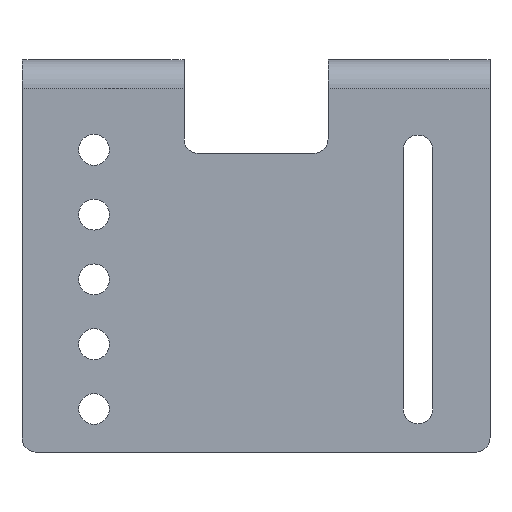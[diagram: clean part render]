
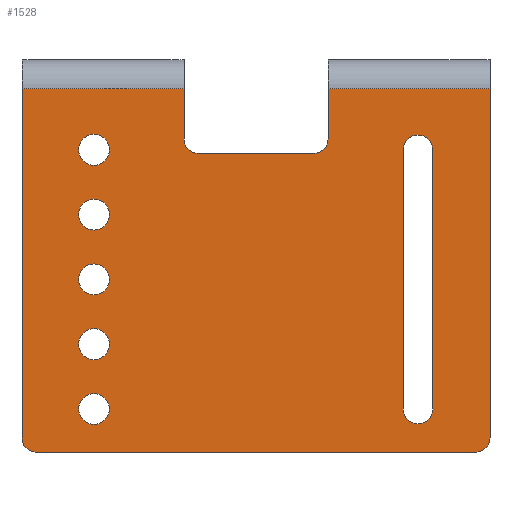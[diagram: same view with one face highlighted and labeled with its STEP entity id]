
A CAD part, front view. The second image highlights one B-rep face of the part: STEP entity #1528.
In plain terms, the highlighted planar face has unit normal (0, -1, 0).
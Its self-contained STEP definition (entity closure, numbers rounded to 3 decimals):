
#193=DIRECTION('',(1.,0.,0.));
#194=VECTOR('',#193,22.5);
#195=CARTESIAN_POINT('',(10.,0.,50.5));
#196=LINE('',#195,#194);
#208=DIRECTION('',(0.,0.,-1.));
#209=VECTOR('',#208,48.5);
#210=CARTESIAN_POINT('',(32.5,0.,50.5));
#211=LINE('',#210,#209);
#437=CARTESIAN_POINT('',(22.5,0.,42.));
#438=DIRECTION('',(0.,1.,0.));
#439=DIRECTION('',(-1.,0.,0.));
#440=AXIS2_PLACEMENT_3D('',#437,#438,#439);
#445=DIRECTION('',(0.,0.,1.));
#446=VECTOR('',#445,36.);
#447=CARTESIAN_POINT('',(20.45,0.,6.));
#448=LINE('',#447,#446);
#452=CARTESIAN_POINT('',(22.5,0.,6.));
#453=DIRECTION('',(0.,1.,0.));
#454=DIRECTION('',(1.,0.,0.));
#455=AXIS2_PLACEMENT_3D('',#452,#453,#454);
#460=DIRECTION('',(0.,0.,-1.));
#461=VECTOR('',#460,36.);
#462=CARTESIAN_POINT('',(24.55,0.,42.));
#463=LINE('',#462,#461);
#467=CARTESIAN_POINT('',(22.5,0.,42.));
#468=DIRECTION('',(0.,1.,0.));
#469=DIRECTION('',(0.,0.,1.));
#470=AXIS2_PLACEMENT_3D('',#467,#468,#469);
#475=CARTESIAN_POINT('',(-22.5,0.,42.));
#476=DIRECTION('',(0.,1.,0.));
#477=DIRECTION('',(0.,0.,-1.));
#478=AXIS2_PLACEMENT_3D('',#475,#476,#477);
#483=CARTESIAN_POINT('',(-22.5,0.,42.));
#484=DIRECTION('',(0.,1.,0.));
#485=DIRECTION('',(0.,0.,1.));
#486=AXIS2_PLACEMENT_3D('',#483,#484,#485);
#491=CARTESIAN_POINT('',(-22.5,0.,33.));
#492=DIRECTION('',(0.,1.,0.));
#493=DIRECTION('',(0.,0.,-1.));
#494=AXIS2_PLACEMENT_3D('',#491,#492,#493);
#499=CARTESIAN_POINT('',(-22.5,0.,33.));
#500=DIRECTION('',(0.,1.,0.));
#501=DIRECTION('',(0.,0.,1.));
#502=AXIS2_PLACEMENT_3D('',#499,#500,#501);
#507=CARTESIAN_POINT('',(-22.5,0.,24.));
#508=DIRECTION('',(0.,1.,0.));
#509=DIRECTION('',(0.,0.,-1.));
#510=AXIS2_PLACEMENT_3D('',#507,#508,#509);
#515=CARTESIAN_POINT('',(-22.5,0.,24.));
#516=DIRECTION('',(0.,1.,0.));
#517=DIRECTION('',(0.,0.,1.));
#518=AXIS2_PLACEMENT_3D('',#515,#516,#517);
#523=CARTESIAN_POINT('',(-22.5,0.,15.));
#524=DIRECTION('',(0.,1.,0.));
#525=DIRECTION('',(0.,0.,-1.));
#526=AXIS2_PLACEMENT_3D('',#523,#524,#525);
#531=CARTESIAN_POINT('',(-22.5,0.,15.));
#532=DIRECTION('',(0.,1.,0.));
#533=DIRECTION('',(0.,0.,1.));
#534=AXIS2_PLACEMENT_3D('',#531,#532,#533);
#539=CARTESIAN_POINT('',(-22.5,0.,6.));
#540=DIRECTION('',(0.,1.,0.));
#541=DIRECTION('',(0.,0.,-1.));
#542=AXIS2_PLACEMENT_3D('',#539,#540,#541);
#547=CARTESIAN_POINT('',(-22.5,0.,6.));
#548=DIRECTION('',(0.,1.,0.));
#549=DIRECTION('',(0.,0.,1.));
#550=AXIS2_PLACEMENT_3D('',#547,#548,#549);
#555=DIRECTION('',(0.,0.,-1.));
#556=VECTOR('',#555,7.);
#557=CARTESIAN_POINT('',(10.,0.,50.5));
#558=LINE('',#557,#556);
#562=CARTESIAN_POINT('',(30.5,0.,2.));
#563=DIRECTION('',(0.,-1.,0.));
#564=DIRECTION('',(0.,0.,-1.));
#565=AXIS2_PLACEMENT_3D('',#562,#563,#564);
#570=CARTESIAN_POINT('',(-30.5,0.,2.));
#571=DIRECTION('',(0.,-1.,0.));
#572=DIRECTION('',(-1.,0.,0.));
#573=AXIS2_PLACEMENT_3D('',#570,#571,#572);
#578=CARTESIAN_POINT('',(-8.,0.,43.5));
#579=DIRECTION('',(0.,1.,0.));
#580=DIRECTION('',(0.,0.,-1.));
#581=AXIS2_PLACEMENT_3D('',#578,#579,#580);
#586=CARTESIAN_POINT('',(8.,0.,43.5));
#587=DIRECTION('',(0.,1.,0.));
#588=DIRECTION('',(1.,0.,0.));
#589=AXIS2_PLACEMENT_3D('',#586,#587,#588);
#706=DIRECTION('',(-1.,0.,0.));
#707=VECTOR('',#706,61.);
#708=CARTESIAN_POINT('',(30.5,0.,0.));
#709=LINE('',#708,#707);
#742=DIRECTION('',(0.,0.,1.));
#743=VECTOR('',#742,48.5);
#744=CARTESIAN_POINT('',(-32.5,0.,2.));
#745=LINE('',#744,#743);
#917=DIRECTION('',(0.,0.,-1.));
#918=VECTOR('',#917,7.);
#919=CARTESIAN_POINT('',(-10.,0.,50.5));
#920=LINE('',#919,#918);
#974=DIRECTION('',(1.,0.,0.));
#975=VECTOR('',#974,16.);
#976=CARTESIAN_POINT('',(-8.,0.,41.5));
#977=LINE('',#976,#975);
#995=DIRECTION('',(1.,0.,0.));
#996=VECTOR('',#995,22.5);
#997=CARTESIAN_POINT('',(-32.5,0.,50.5));
#998=LINE('',#997,#996);
#1093=CARTESIAN_POINT('',(22.5,0.,44.05));
#1094=CARTESIAN_POINT('',(24.55,0.,42.));
#1095=VERTEX_POINT('',#1093);
#1096=VERTEX_POINT('',#1094);
#1097=CARTESIAN_POINT('',(20.45,0.,42.));
#1098=VERTEX_POINT('',#1097);
#1099=CARTESIAN_POINT('',(24.55,0.,6.));
#1100=VERTEX_POINT('',#1099);
#1101=CARTESIAN_POINT('',(20.45,0.,6.));
#1102=VERTEX_POINT('',#1101);
#1103=CARTESIAN_POINT('',(10.,0.,50.5));
#1104=CARTESIAN_POINT('',(10.,0.,43.5));
#1105=VERTEX_POINT('',#1103);
#1106=VERTEX_POINT('',#1104);
#1107=CARTESIAN_POINT('',(8.,0.,41.5));
#1108=VERTEX_POINT('',#1107);
#1109=CARTESIAN_POINT('',(-8.,0.,41.5));
#1110=VERTEX_POINT('',#1109);
#1111=CARTESIAN_POINT('',(-10.,0.,43.5));
#1112=VERTEX_POINT('',#1111);
#1113=CARTESIAN_POINT('',(-10.,0.,50.5));
#1114=VERTEX_POINT('',#1113);
#1115=CARTESIAN_POINT('',(-32.5,0.,50.5));
#1116=VERTEX_POINT('',#1115);
#1117=CARTESIAN_POINT('',(-32.5,0.,2.));
#1118=VERTEX_POINT('',#1117);
#1119=CARTESIAN_POINT('',(-30.5,0.,0.));
#1120=VERTEX_POINT('',#1119);
#1121=CARTESIAN_POINT('',(30.5,0.,0.));
#1122=VERTEX_POINT('',#1121);
#1123=CARTESIAN_POINT('',(32.5,0.,2.));
#1124=VERTEX_POINT('',#1123);
#1125=CARTESIAN_POINT('',(32.5,0.,50.5));
#1126=VERTEX_POINT('',#1125);
#1164=CARTESIAN_POINT('',(-22.5,0.,8.15));
#1166=VERTEX_POINT('',#1164);
#1168=CARTESIAN_POINT('',(-22.5,0.,3.85));
#1170=VERTEX_POINT('',#1168);
#1172=CARTESIAN_POINT('',(-22.5,0.,17.15));
#1174=VERTEX_POINT('',#1172);
#1176=CARTESIAN_POINT('',(-22.5,0.,12.85));
#1178=VERTEX_POINT('',#1176);
#1180=CARTESIAN_POINT('',(-22.5,0.,26.15));
#1182=VERTEX_POINT('',#1180);
#1184=CARTESIAN_POINT('',(-22.5,0.,21.85));
#1186=VERTEX_POINT('',#1184);
#1188=CARTESIAN_POINT('',(-22.5,0.,35.15));
#1190=VERTEX_POINT('',#1188);
#1192=CARTESIAN_POINT('',(-22.5,0.,30.85));
#1194=VERTEX_POINT('',#1192);
#1196=CARTESIAN_POINT('',(-22.5,0.,44.15));
#1198=VERTEX_POINT('',#1196);
#1200=CARTESIAN_POINT('',(-22.5,0.,39.85));
#1202=VERTEX_POINT('',#1200);
#1459=CARTESIAN_POINT('',(0.,0.,0.));
#1460=DIRECTION('',(0.,-1.,0.));
#1461=DIRECTION('',(0.,0.,-1.));
#1462=AXIS2_PLACEMENT_3D('',#1459,#1460,#1461);
#1463=PLANE('',#1462);
#1464=ORIENTED_EDGE('',*,*,#1309,.F.);
#1465=ORIENTED_EDGE('',*,*,#1331,.T.);
#1466=ORIENTED_EDGE('',*,*,#1349,.T.);
#1468=ORIENTED_EDGE('',*,*,#1467,.F.);
#1470=ORIENTED_EDGE('',*,*,#1469,.T.);
#1472=ORIENTED_EDGE('',*,*,#1471,.F.);
#1474=ORIENTED_EDGE('',*,*,#1473,.T.);
#1476=ORIENTED_EDGE('',*,*,#1475,.T.);
#1478=ORIENTED_EDGE('',*,*,#1477,.T.);
#1480=ORIENTED_EDGE('',*,*,#1479,.F.);
#1482=ORIENTED_EDGE('',*,*,#1481,.T.);
#1484=ORIENTED_EDGE('',*,*,#1483,.F.);
#1485=EDGE_LOOP('',(#1464,#1465,#1466,#1468,#1470,#1472,#1474,#1476,#1478,#1480,
#1482,#1484));
#1486=FACE_OUTER_BOUND('',#1485,.F.);
#1488=ORIENTED_EDGE('',*,*,#1487,.F.);
#1490=ORIENTED_EDGE('',*,*,#1489,.F.);
#1491=EDGE_LOOP('',(#1488,#1490));
#1492=FACE_BOUND('',#1491,.F.);
#1494=ORIENTED_EDGE('',*,*,#1493,.F.);
#1496=ORIENTED_EDGE('',*,*,#1495,.F.);
#1497=EDGE_LOOP('',(#1494,#1496));
#1498=FACE_BOUND('',#1497,.F.);
#1500=ORIENTED_EDGE('',*,*,#1499,.F.);
#1502=ORIENTED_EDGE('',*,*,#1501,.F.);
#1503=EDGE_LOOP('',(#1500,#1502));
#1504=FACE_BOUND('',#1503,.F.);
#1506=ORIENTED_EDGE('',*,*,#1505,.F.);
#1508=ORIENTED_EDGE('',*,*,#1507,.F.);
#1509=EDGE_LOOP('',(#1506,#1508));
#1510=FACE_BOUND('',#1509,.F.);
#1511=ORIENTED_EDGE('',*,*,#1449,.F.);
#1513=ORIENTED_EDGE('',*,*,#1512,.F.);
#1514=EDGE_LOOP('',(#1511,#1513));
#1515=FACE_BOUND('',#1514,.F.);
#1517=ORIENTED_EDGE('',*,*,#1516,.F.);
#1519=ORIENTED_EDGE('',*,*,#1518,.F.);
#1521=ORIENTED_EDGE('',*,*,#1520,.F.);
#1523=ORIENTED_EDGE('',*,*,#1522,.F.);
#1525=ORIENTED_EDGE('',*,*,#1524,.F.);
#1526=EDGE_LOOP('',(#1517,#1519,#1521,#1523,#1525));
#1527=FACE_BOUND('',#1526,.F.);
#1528=ADVANCED_FACE('',(#1486,#1492,#1498,#1504,#1510,#1515,#1527),#1463,.T.);
#441=CIRCLE('',#440,2.05);
#456=CIRCLE('',#455,2.05);
#471=CIRCLE('',#470,2.05);
#479=CIRCLE('',#478,2.15);
#487=CIRCLE('',#486,2.15);
#495=CIRCLE('',#494,2.15);
#503=CIRCLE('',#502,2.15);
#511=CIRCLE('',#510,2.15);
#519=CIRCLE('',#518,2.15);
#527=CIRCLE('',#526,2.15);
#535=CIRCLE('',#534,2.15);
#543=CIRCLE('',#542,2.15);
#551=CIRCLE('',#550,2.15);
#566=CIRCLE('',#565,2.);
#574=CIRCLE('',#573,2.);
#582=CIRCLE('',#581,2.);
#590=CIRCLE('',#589,2.);
#1309=EDGE_CURVE('',#1105,#1106,#558,.T.);
#1331=EDGE_CURVE('',#1105,#1126,#196,.T.);
#1349=EDGE_CURVE('',#1126,#1124,#211,.T.);
#1449=EDGE_CURVE('',#1170,#1166,#543,.T.);
#1467=EDGE_CURVE('',#1122,#1124,#566,.T.);
#1469=EDGE_CURVE('',#1122,#1120,#709,.T.);
#1471=EDGE_CURVE('',#1118,#1120,#574,.T.);
#1473=EDGE_CURVE('',#1118,#1116,#745,.T.);
#1475=EDGE_CURVE('',#1116,#1114,#998,.T.);
#1477=EDGE_CURVE('',#1114,#1112,#920,.T.);
#1479=EDGE_CURVE('',#1110,#1112,#582,.T.);
#1481=EDGE_CURVE('',#1110,#1108,#977,.T.);
#1483=EDGE_CURVE('',#1106,#1108,#590,.T.);
#1487=EDGE_CURVE('',#1202,#1198,#479,.T.);
#1489=EDGE_CURVE('',#1198,#1202,#487,.T.);
#1493=EDGE_CURVE('',#1194,#1190,#495,.T.);
#1495=EDGE_CURVE('',#1190,#1194,#503,.T.);
#1499=EDGE_CURVE('',#1186,#1182,#511,.T.);
#1501=EDGE_CURVE('',#1182,#1186,#519,.T.);
#1505=EDGE_CURVE('',#1178,#1174,#527,.T.);
#1507=EDGE_CURVE('',#1174,#1178,#535,.T.);
#1512=EDGE_CURVE('',#1166,#1170,#551,.T.);
#1516=EDGE_CURVE('',#1098,#1095,#441,.T.);
#1518=EDGE_CURVE('',#1102,#1098,#448,.T.);
#1520=EDGE_CURVE('',#1100,#1102,#456,.T.);
#1522=EDGE_CURVE('',#1096,#1100,#463,.T.);
#1524=EDGE_CURVE('',#1095,#1096,#471,.T.);
